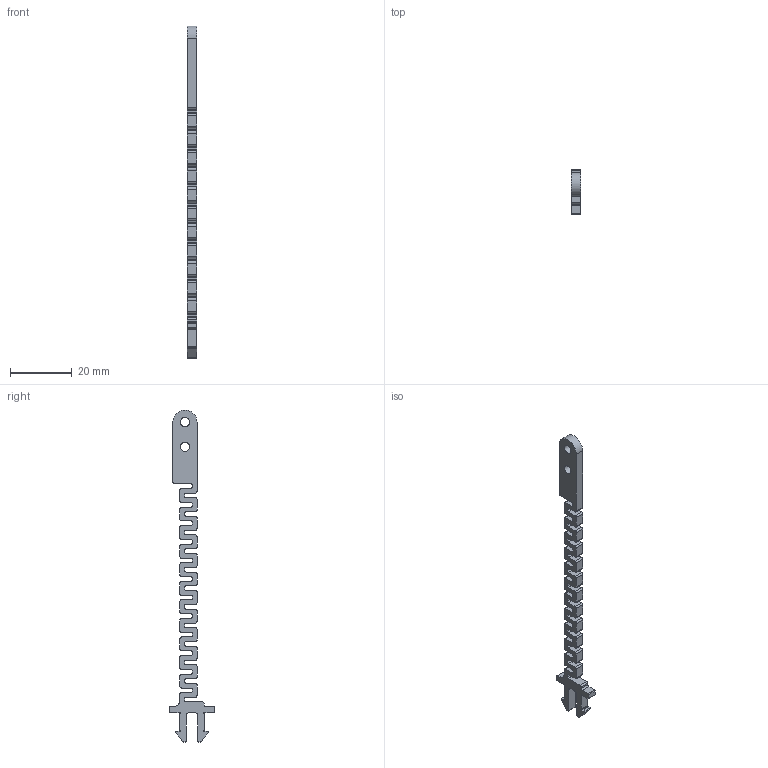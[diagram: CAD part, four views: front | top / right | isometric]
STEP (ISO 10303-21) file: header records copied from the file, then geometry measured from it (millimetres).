
FILE_DESCRIPTION(/* description */ (''),/* implementation_level */ '2;1');
FILE_NAME(/* name */ 'BalloonBot_antenna',/* time_stamp */ '2026-01-29T18:37:25+03:00',/* author */ (''),/* organization */ (''),/* preprocessor_version */ 'ST-DEVELOPER v16.5',/* originating_system */ 'Rhino 7.23',/* authorisation */ '');
FILE_SCHEMA (('CONFIG_CONTROL_DESIGN'));
Length unit declared in the file: millimetre
Products named in the file (1): Document
Bounding box: 3 x 14.6 x 107.32 mm (x, y, z)
Volume: 1477.1 mm3; surface area: 2353.5 mm2
Topology: 1 solids, 1 shells, 242 faces, 720 edges, 480 vertices
Faces by surface type: cylinder 125, plane 117
Full cylindrical faces by diameter (mm): 3 x2
Entity records: 7012 total; most frequent: CARTESIAN_POINT 2728, ORIENTED_EDGE 1440, EDGE_CURVE 720, VERTEX_POINT 480, EDGE_LOOP 246, DIRECTION 246, AXIS2_PLACEMENT_3D 244, ADVANCED_FACE 242
